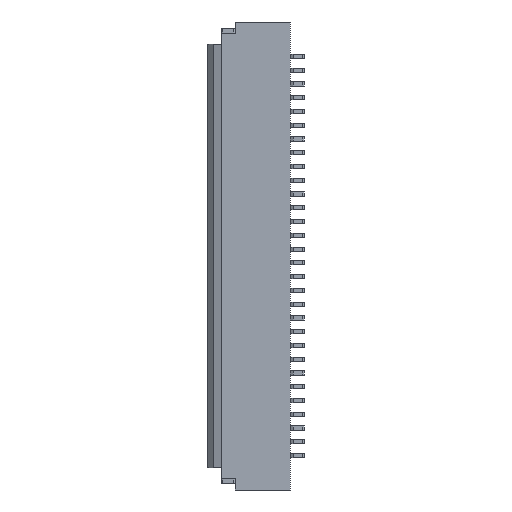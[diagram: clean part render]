
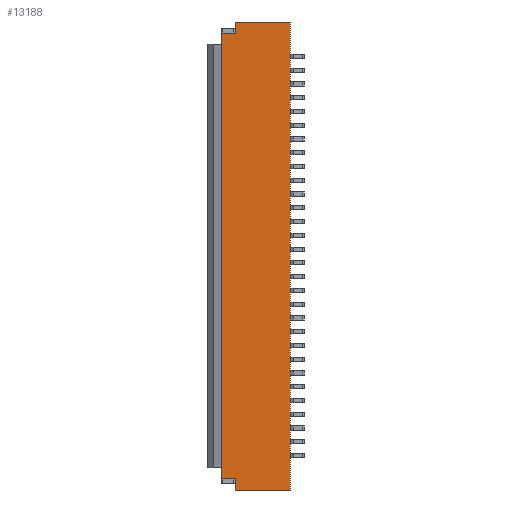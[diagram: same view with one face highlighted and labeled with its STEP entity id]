
A CAD part, front view. The second image highlights one B-rep face of the part: STEP entity #13188.
In plain terms, the highlighted planar face has unit normal (0, -1, 0).
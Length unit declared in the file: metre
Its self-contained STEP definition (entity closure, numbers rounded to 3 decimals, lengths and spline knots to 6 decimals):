
#4256=ORIENTED_EDGE('',*,*,#4669,.F.);
#4257=ORIENTED_EDGE('',*,*,#4677,.T.);
#4258=ORIENTED_EDGE('',*,*,#4744,.F.);
#4259=ORIENTED_EDGE('',*,*,#6329,.T.);
#4260=ORIENTED_EDGE('',*,*,#6438,.T.);
#4261=ORIENTED_EDGE('',*,*,#6524,.F.);
#4262=ORIENTED_EDGE('',*,*,#6525,.T.);
#4263=ORIENTED_EDGE('',*,*,#6509,.F.);
#4669=EDGE_CURVE('',#6556,#6557,#7810,.T.);
#4677=EDGE_CURVE('',#6556,#6563,#7818,.T.);
#4744=EDGE_CURVE('',#6616,#6563,#7874,.T.);
#6329=EDGE_CURVE('',#6616,#7690,#9086,.T.);
#6438=EDGE_CURVE('',#7690,#7774,#9179,.T.);
#6509=EDGE_CURVE('',#6557,#7795,#9246,.T.);
#6524=EDGE_CURVE('',#7799,#7774,#9257,.T.);
#6525=EDGE_CURVE('',#7799,#7795,#9258,.T.);
#6556=VERTEX_POINT('',#19371);
#6557=VERTEX_POINT('',#19373);
#6563=VERTEX_POINT('',#19388);
#6616=VERTEX_POINT('',#19526);
#7690=VERTEX_POINT('',#22722);
#7774=VERTEX_POINT('',#22943);
#7795=VERTEX_POINT('',#23054);
#7799=VERTEX_POINT('',#23083);
#7810=LINE('',#19372,#9285);
#7818=LINE('',#19389,#9293);
#7874=LINE('',#19527,#9349);
#9086=LINE('',#22721,#10561);
#9179=LINE('',#22944,#10654);
#9246=LINE('',#23053,#10721);
#9257=LINE('',#23082,#10732);
#9258=LINE('',#23084,#10733);
#9285=VECTOR('',#15798,1.);
#9293=VECTOR('',#15810,1.);
#9349=VECTOR('',#15924,1.);
#10561=VECTOR('',#18954,1.);
#10654=VECTOR('',#19137,1.);
#10721=VECTOR('',#19248,1.);
#10732=VECTOR('',#19287,1.);
#10733=VECTOR('',#19288,1.);
#11399=EDGE_LOOP('',(#4256,#4257,#4258,#4259,#4260,#4261,#4262,#4263));
#12094=FACE_BOUND('',#11399,.T.);
#12557=PLANE('',#15764);
#13188=ADVANCED_FACE('',(#12094),#12557,.T.);
#15764=AXIS2_PLACEMENT_3D('',#23081,#19285,#19286);
#15798=DIRECTION('',(0.,0.,1.));
#15810=DIRECTION('',(1.,0.,0.));
#15924=DIRECTION('',(0.,0.,1.));
#18954=DIRECTION('',(1.,0.,0.));
#19137=DIRECTION('',(0.,0.,1.));
#19248=DIRECTION('',(1.,0.,0.));
#19285=DIRECTION('',(0.,-1.,0.));
#19286=DIRECTION('',(-1.,0.,0.));
#19287=DIRECTION('',(1.,0.,0.));
#19288=DIRECTION('',(0.,0.,-1.));
#19371=CARTESIAN_POINT('',(0.0025,0.,-0.0009));
#19372=CARTESIAN_POINT('',(0.0025,0.,0.015288));
#19373=CARTESIAN_POINT('',(0.0025,0.,0.015275));
#19388=CARTESIAN_POINT('',(0.003,0.,-0.0009));
#19389=CARTESIAN_POINT('',(0.002834,0.,-0.0009));
#19526=CARTESIAN_POINT('',(0.003,0.,-0.001313));
#19527=CARTESIAN_POINT('',(0.003,0.,0.01545));
#22721=CARTESIAN_POINT('',(0.002834,0.,-0.001313));
#22722=CARTESIAN_POINT('',(0.005,0.,-0.001313));
#22943=CARTESIAN_POINT('',(0.005,0.,0.015688));
#22944=CARTESIAN_POINT('',(0.005,0.,0.014948));
#23053=CARTESIAN_POINT('',(0.005,0.,0.015275));
#23054=CARTESIAN_POINT('',(0.003,0.,0.015275));
#23081=CARTESIAN_POINT('',(0.002834,0.,0.014948));
#23082=CARTESIAN_POINT('',(0.005,0.,0.015688));
#23083=CARTESIAN_POINT('',(0.003,0.,0.015688));
#23084=CARTESIAN_POINT('',(0.003,0.,0.014948));
